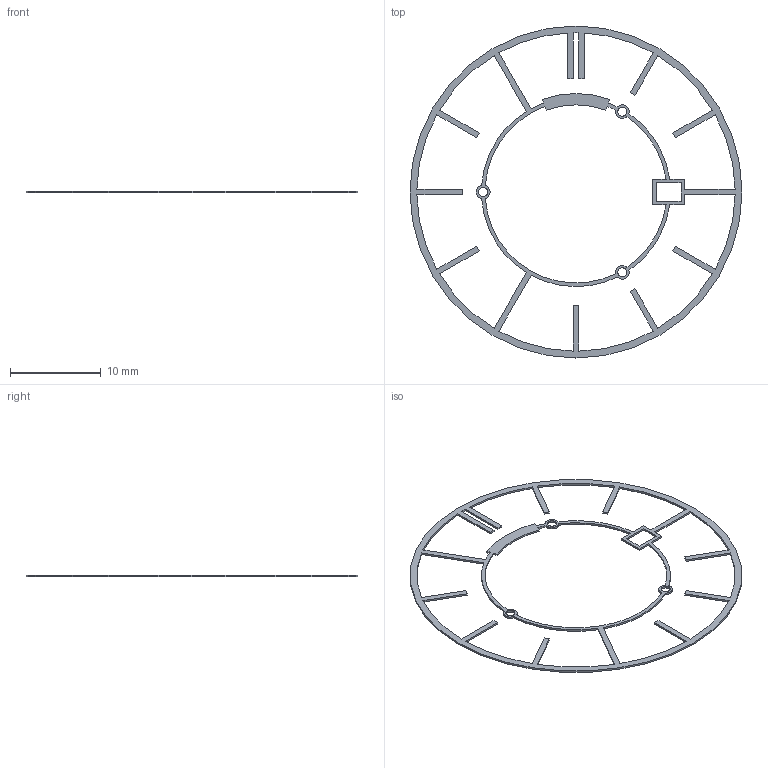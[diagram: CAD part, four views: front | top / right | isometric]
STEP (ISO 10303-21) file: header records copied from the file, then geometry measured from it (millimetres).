
FILE_DESCRIPTION(/* description */ (''),/* implementation_level */ '2;1');
FILE_NAME(/* name */ 'Cadran indication découpage + Gravure v1.step',/* time_stamp */ '2022-09-14T22:40:34+02:00',/* author */ (''),/* organization */ (''),/* preprocessor_version */ 'ST-DEVELOPER v19',/* originating_system */ 'Autodesk Translation Framework v11.7.0.108',/* authorisation */ '');
FILE_SCHEMA (('AUTOMOTIVE_DESIGN { 1 0 10303 214 3 1 1 }'));
Length unit declared in the file: millimetre
Products named in the file (1): Cadran indication découpage + Gravure
Bounding box: 36.5 x 36.5 x 0.2 mm (x, y, z)
Volume: 32.5 mm3; surface area: 429.1 mm2
Topology: 1 solids, 1 shells, 90 faces, 264 edges, 176 vertices
Faces by surface type: plane 53, cylinder 37
Full cylindrical faces by diameter (mm): 1 x3, 36.5 x1
Entity records: 3074 total; most frequent: CARTESIAN_POINT 531, ORIENTED_EDGE 528, DIRECTION 520, EDGE_CURVE 264, LINE 190, VECTOR 190, VERTEX_POINT 176, AXIS2_PLACEMENT_3D 165
